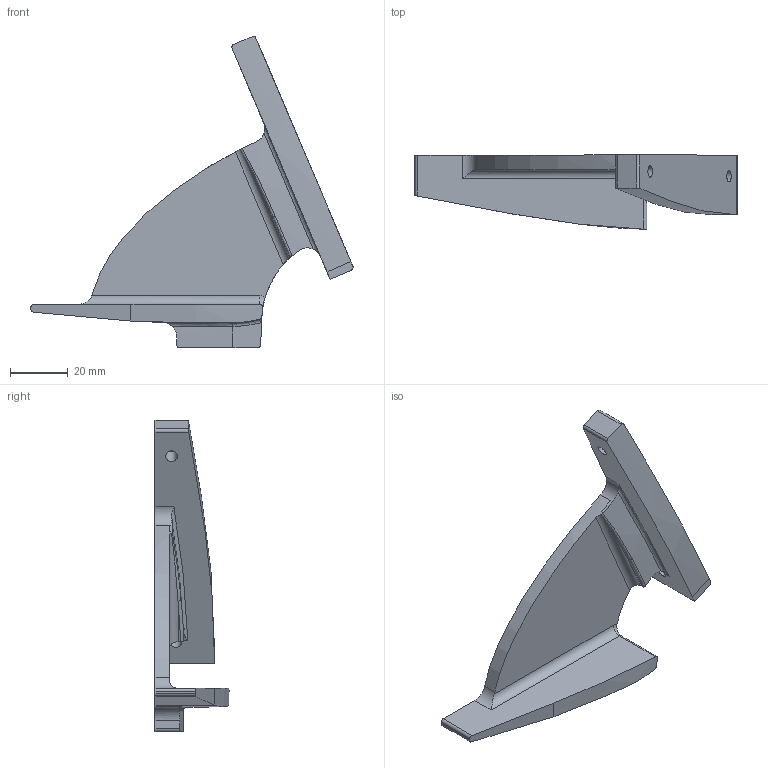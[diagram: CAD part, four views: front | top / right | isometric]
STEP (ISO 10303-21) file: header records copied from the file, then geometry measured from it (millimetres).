
FILE_DESCRIPTION(/* description */ ('STEP AP242','CAx-IF Rec.Pracs.---Representation and Presentation of Product Manufacturing Information (PMI)---4.0---2014-10-13','CAx-IF Rec.Pracs.---3D Tessellated Geometry---0.4---2014-09-14','2;1'),/* implementation_level */ '2;1');
FILE_NAME(/* name */ '638909ed4bcb6944fb63eca7',/* time_stamp */ '2022-12-01T20:09:18+00:00',/* author */ (''),/* organization */ (''),/* preprocessor_version */ 'ST-DEVELOPER v18.102',/* originating_system */ ' ',/* authorisation */ ' ');
FILE_SCHEMA (('AP242_MANAGED_MODEL_BASED_3D_ENGINEERING_MIM_LF { 1 0 10303 442 1 1 4 }'));
Length unit declared in the file: metre
Products named in the file (1): Part 1
Bounding box: 111.72 x 25.66 x 107.94 mm (x, y, z)
Volume: 40632 mm3; surface area: 15571.7 mm2
Topology: 1 solids, 1 shells, 49 faces, 143 edges, 95 vertices
Faces by surface type: cylinder 18, plane 15, bspline 14, torus 2
Full cylindrical faces by diameter (mm): 4 x2
Entity records: 2187 total; most frequent: CARTESIAN_POINT 1000, ORIENTED_EDGE 278, DIRECTION 187, EDGE_CURVE 139, VERTEX_POINT 93, AXIS2_PLACEMENT_3D 63, LINE 61, VECTOR 61
